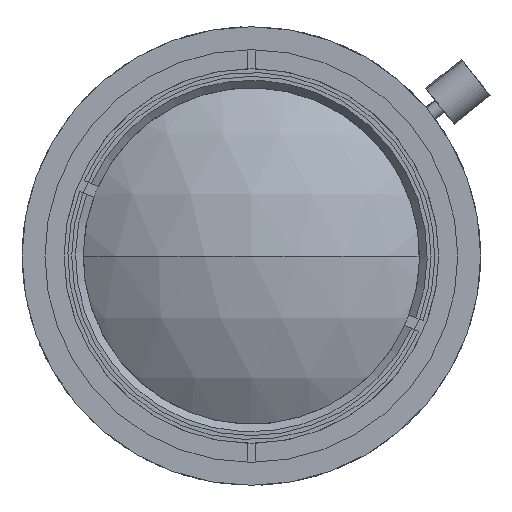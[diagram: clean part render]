
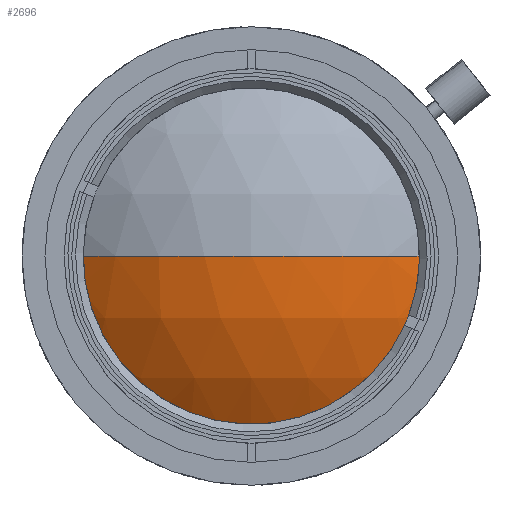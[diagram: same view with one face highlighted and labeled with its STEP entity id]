
A CAD part, left-side view. The second image highlights one B-rep face of the part: STEP entity #2696.
In plain terms, the highlighted spherical face has radius 38.36 mm.
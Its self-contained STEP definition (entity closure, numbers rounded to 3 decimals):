
#331 = CARTESIAN_POINT ( 'NONE',  ( 34.986, 0., 0. ) ) ;
#665 = DIRECTION ( 'NONE',  ( 0., 0., -1. ) ) ;
#679 = EDGE_CURVE ( 'NONE', #6584, #7155, #4948, .T. ) ;
#912 = CARTESIAN_POINT ( 'NONE',  ( 4.286, 0., 0. ) ) ;
#942 = CARTESIAN_POINT ( 'NONE',  ( -3.374, 0., 0. ) ) ;
#1006 = VERTEX_POINT ( 'NONE', #942 ) ;
#1037 = DIRECTION ( 'NONE',  ( 1., 0., 0. ) ) ;
#1338 = SPHERICAL_SURFACE ( 'NONE', #2232, 38.36 ) ;
#1354 = ORIENTED_EDGE ( 'NONE', *, *, #4360, .T. ) ;
#1376 = CIRCLE ( 'NONE', #6660, 38.36 ) ;
#1465 = DIRECTION ( 'NONE',  ( 0., 0., 1. ) ) ;
#1479 = DIRECTION ( 'NONE',  ( 0., 0., 1. ) ) ;
#1548 = AXIS2_PLACEMENT_3D ( 'NONE', #912, #3247, #1465 ) ;
#1618 = CARTESIAN_POINT ( 'NONE',  ( 4.286, -23., 0. ) ) ;
#1865 = ORIENTED_EDGE ( 'NONE', *, *, #679, .T. ) ;
#1934 = FACE_OUTER_BOUND ( 'NONE', #6980, .T. ) ;
#2232 = AXIS2_PLACEMENT_3D ( 'NONE', #4328, #665, #3090 ) ;
#2288 = AXIS2_PLACEMENT_3D ( 'NONE', #5117, #6934, #7406 ) ;
#2696 = ADVANCED_FACE ( 'NONE', ( #1934 ), #1338, .T. ) ;
#3090 = DIRECTION ( 'NONE',  ( 0., 1., 0. ) ) ;
#3247 = DIRECTION ( 'NONE',  ( -1., 0., 0. ) ) ;
#4313 = CARTESIAN_POINT ( 'NONE',  ( 4.286, 23., 0. ) ) ;
#4328 = CARTESIAN_POINT ( 'NONE',  ( 34.986, 0., 0. ) ) ;
#4360 = EDGE_CURVE ( 'NONE', #7155, #1006, #4667, .T. ) ;
#4667 = CIRCLE ( 'NONE', #2288, 38.36 ) ;
#4948 = CIRCLE ( 'NONE', #1548, 23. ) ;
#5117 = CARTESIAN_POINT ( 'NONE',  ( 34.986, 0., 0. ) ) ;
#5865 = ORIENTED_EDGE ( 'NONE', *, *, #6771, .F. ) ;
#6584 = VERTEX_POINT ( 'NONE', #4313 ) ;
#6660 = AXIS2_PLACEMENT_3D ( 'NONE', #331, #1479, #1037 ) ;
#6771 = EDGE_CURVE ( 'NONE', #6584, #1006, #1376, .T. ) ;
#6934 = DIRECTION ( 'NONE',  ( 0., 0., -1. ) ) ;
#6980 = EDGE_LOOP ( 'NONE', ( #1865, #1354, #5865 ) ) ;
#7155 = VERTEX_POINT ( 'NONE', #1618 ) ;
#7406 = DIRECTION ( 'NONE',  ( 0., 1., 0. ) ) ;
